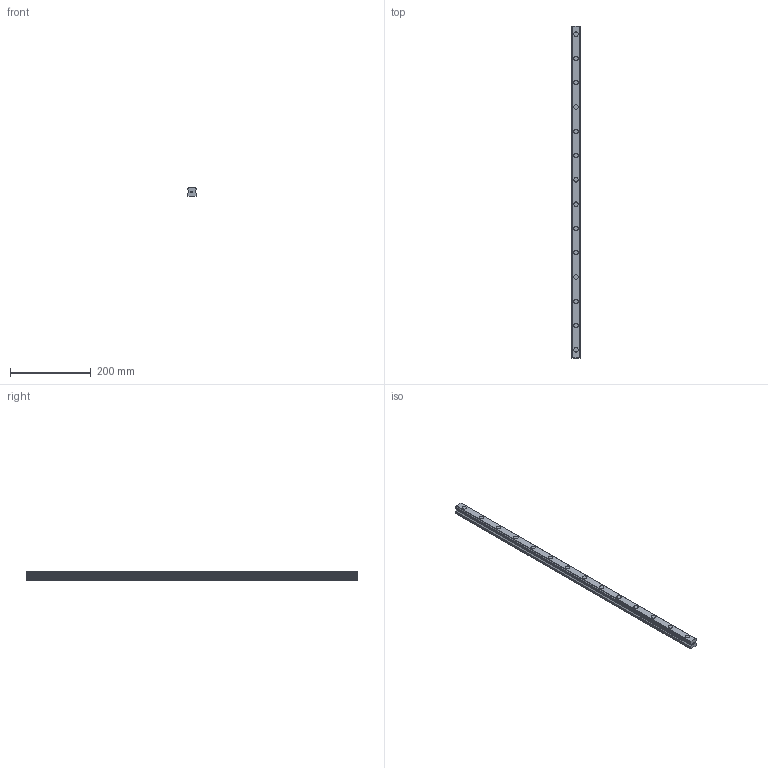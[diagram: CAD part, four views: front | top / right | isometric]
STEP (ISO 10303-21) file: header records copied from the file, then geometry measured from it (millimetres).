
FILE_DESCRIPTION(('STEP AP214'),'1');
FILE_NAME('cctmp_A856E147-2EC8-4F28-8EBD-99EA8070CBA9_2020_5_28_10_40_19_812..stp','2020-05-28T08:40:19',('HIWIN GmbH'),('CADClick - www.CADClick.com'),'Spatial InterOp 3D',' ','unknown authorization');
FILE_SCHEMA(('AUTOMOTIVE_DESIGN'));
Length unit declared in the file: millimetre
Products named in the file (1): HGR25R820H_FILE
Bounding box: 23 x 820 x 22 mm (x, y, z)
Volume: 340484.3 mm3; surface area: 85090 mm2
Topology: 1 solids, 1 shells, 279 faces, 735 edges, 490 vertices
Faces by surface type: plane 173, cylinder 106
Entity records: 11009 total; most frequent: DIRECTION 1619, CARTESIAN_POINT 1505, ORIENTED_EDGE 1470, EDGE_CURVE 735, AXIS2_PLACEMENT_3D 604, VERTEX_POINT 490, LINE 411, VECTOR 411
